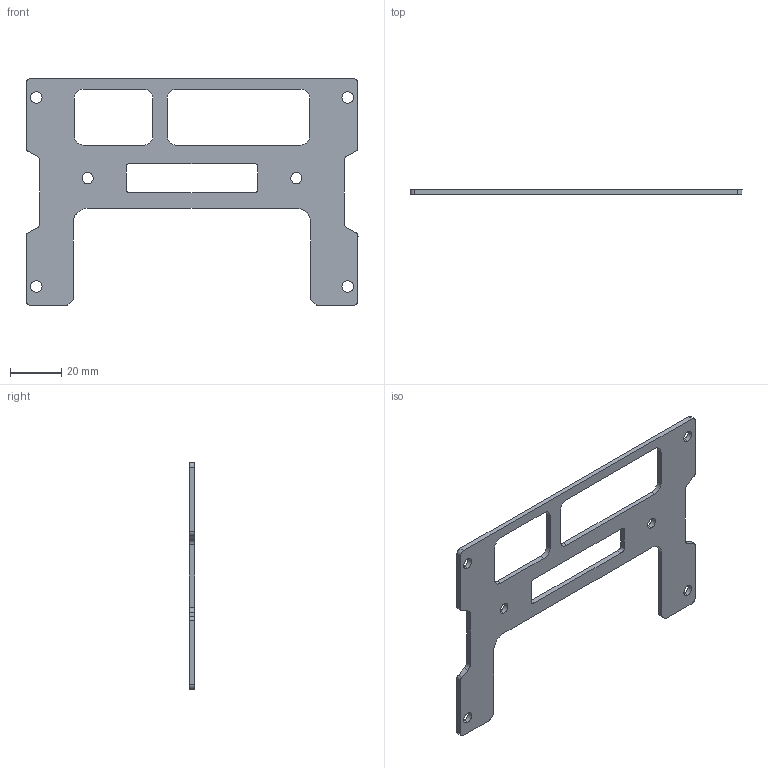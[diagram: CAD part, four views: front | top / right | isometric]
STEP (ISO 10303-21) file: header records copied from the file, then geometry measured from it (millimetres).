
FILE_DESCRIPTION (( 'STEP AP214' ), '1' );
FILE_NAME ('', '', ( '' ), ( '' ), '', '', '' );
FILE_SCHEMA (( 'AUTOMOTIVE_DESIGN' ));
Length unit declared in the file: millimetre
Products named in the file (1): reTerminalSpacer
Bounding box: 130.09 x 2 x 88.69 mm (x, y, z)
Volume: 10257.1 mm3; surface area: 12199.7 mm2
Topology: 1 solids, 1 shells, 74 faces, 218 edges, 146 vertices
Faces by surface type: plane 28, bspline 26, cylinder 20
Entity records: 3734 total; most frequent: CARTESIAN_POINT 1827, ORIENTED_EDGE 436, DIRECTION 304, EDGE_CURVE 218, VERTEX_POINT 146, LINE 126, VECTOR 126, EDGE_LOOP 92
